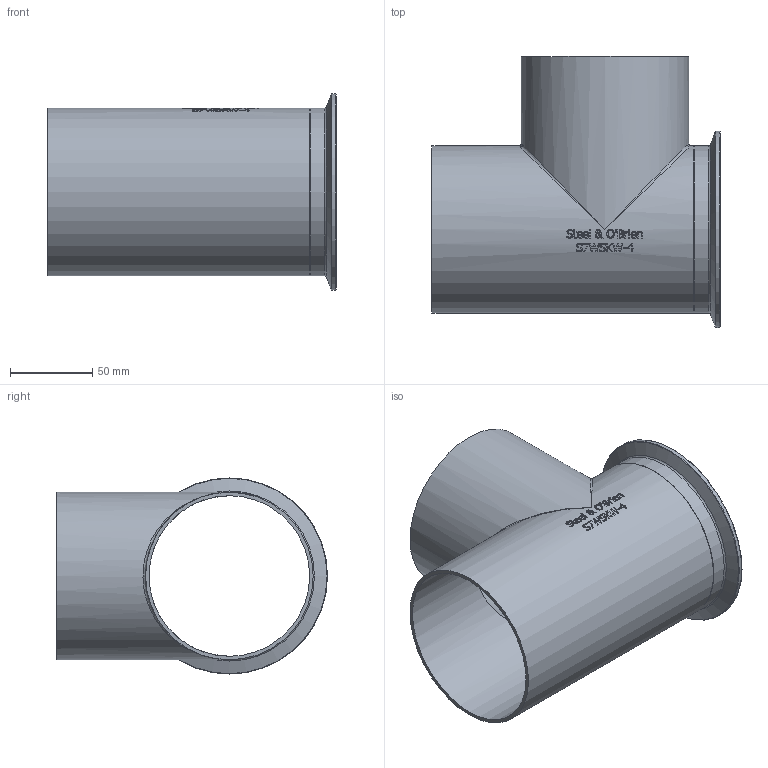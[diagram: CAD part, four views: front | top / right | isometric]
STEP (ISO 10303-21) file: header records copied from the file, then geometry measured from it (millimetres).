
FILE_DESCRIPTION(/* description */ (''),/* implementation_level */ '2;1');
FILE_NAME(/* name */ 'S7WSKW-4.stp',/* time_stamp */ '2018-11-28T13:10:34-05:00',/* author */ ('ken'),/* organization */ (''),/* preprocessor_version */ 'ST-DEVELOPER v15.2',/* originating_system */ 'Autodesk Inventor 2014',/* authorisation */ '');
FILE_SCHEMA (('AUTOMOTIVE_DESIGN { 1 0 10303 214 3 1 1 }'));
Length unit declared in the file: inch
Products named in the file (1): S7WSKW-4
Bounding box: 174.62 x 164.24 x 118.92 mm (x, y, z)
Volume: 154368.7 mm3; surface area: 142814.1 mm2
Topology: 1 solids, 1 shells, 360 faces, 964 edges, 635 vertices
Faces by surface type: plane 157, bspline 153, cylinder 38, torus 9, cone 3
Full cylindrical faces by diameter (mm): 97.384 x3, 101.6 x3, 118.923 x1
Entity records: 14009 total; most frequent: CARTESIAN_POINT 5894, ORIENTED_EDGE 1872, DIRECTION 1246, EDGE_CURVE 936, VERTEX_POINT 632, LINE 438, VECTOR 438, EDGE_LOOP 418
